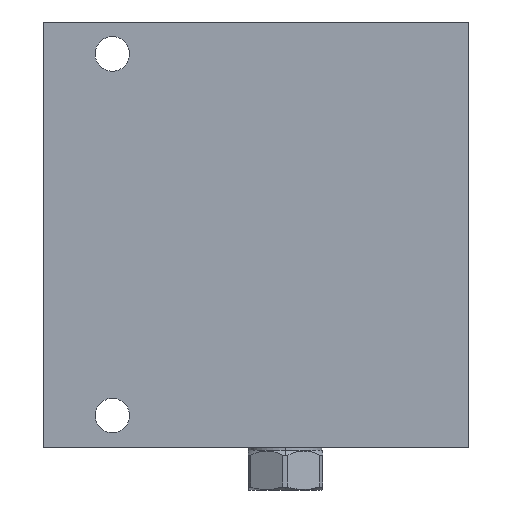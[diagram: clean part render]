
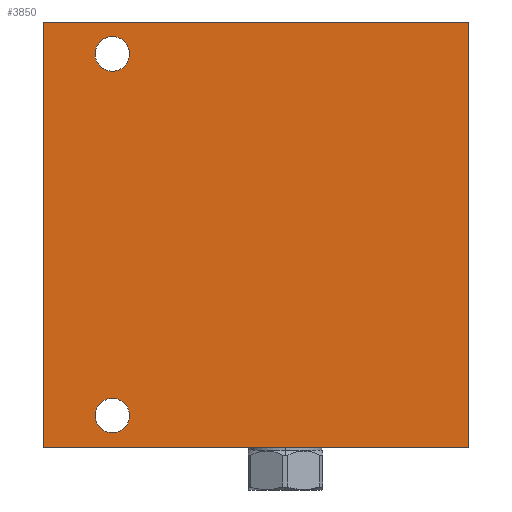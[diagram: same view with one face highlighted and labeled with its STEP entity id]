
A CAD part, left-side view. The second image highlights one B-rep face of the part: STEP entity #3850.
In plain terms, the highlighted planar face has unit normal (-1, 0, 0).
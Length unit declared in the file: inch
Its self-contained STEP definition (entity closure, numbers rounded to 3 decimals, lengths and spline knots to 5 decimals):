
#1=DIRECTION('',(0.,-1.,0.));
#2=VECTOR('',#1,5.);
#3=CARTESIAN_POINT('',(0.,0.,0.));
#4=LINE('',#3,#2);
#47=DIRECTION('',(0.,0.,1.));
#48=VECTOR('',#47,5.);
#49=CARTESIAN_POINT('',(0.,0.,0.));
#50=LINE('',#49,#48);
#51=CARTESIAN_POINT('',(0.,-0.812,4.625));
#52=DIRECTION('',(-1.,0.,0.));
#53=DIRECTION('',(0.,1.,0.));
#54=AXIS2_PLACEMENT_3D('',#51,#52,#53);
#56=CARTESIAN_POINT('',(0.,-0.812,4.625));
#57=DIRECTION('',(-1.,0.,0.));
#58=DIRECTION('',(0.,-1.,0.));
#59=AXIS2_PLACEMENT_3D('',#56,#57,#58);
#61=CARTESIAN_POINT('',(0.,-0.812,0.375));
#62=DIRECTION('',(-1.,0.,0.));
#63=DIRECTION('',(0.,1.,0.));
#64=AXIS2_PLACEMENT_3D('',#61,#62,#63);
#66=CARTESIAN_POINT('',(0.,-0.812,0.375));
#67=DIRECTION('',(-1.,0.,0.));
#68=DIRECTION('',(0.,-1.,0.));
#69=AXIS2_PLACEMENT_3D('',#66,#67,#68);
#1573=DIRECTION('',(0.,-1.,0.));
#1574=VECTOR('',#1573,5.);
#1575=CARTESIAN_POINT('',(0.,0.,5.));
#1576=LINE('',#1575,#1574);
#1599=DIRECTION('',(0.,0.,1.));
#1600=VECTOR('',#1599,5.);
#1601=CARTESIAN_POINT('',(0.,-5.,0.));
#1602=LINE('',#1601,#1600);
#3338=CARTESIAN_POINT('',(0.,0.,0.));
#3339=CARTESIAN_POINT('',(0.,-5.,0.));
#3340=VERTEX_POINT('',#3338);
#3341=VERTEX_POINT('',#3339);
#3346=CARTESIAN_POINT('',(0.,0.,5.));
#3347=CARTESIAN_POINT('',(0.,-5.,5.));
#3348=VERTEX_POINT('',#3346);
#3349=VERTEX_POINT('',#3347);
#3489=CARTESIAN_POINT('',(0.,-0.609,4.625));
#3490=CARTESIAN_POINT('',(0.,-1.015,4.625));
#3491=VERTEX_POINT('',#3489);
#3492=VERTEX_POINT('',#3490);
#3497=CARTESIAN_POINT('',(0.,-0.609,0.375));
#3498=CARTESIAN_POINT('',(0.,-1.015,0.375));
#3499=VERTEX_POINT('',#3497);
#3500=VERTEX_POINT('',#3498);
#3824=CARTESIAN_POINT('',(0.,0.,0.));
#3825=DIRECTION('',(-1.,0.,0.));
#3826=DIRECTION('',(0.,-1.,0.));
#3827=AXIS2_PLACEMENT_3D('',#3824,#3825,#3826);
#3828=PLANE('',#3827);
#3829=ORIENTED_EDGE('',*,*,#3795,.F.);
#3831=ORIENTED_EDGE('',*,*,#3830,.T.);
#3833=ORIENTED_EDGE('',*,*,#3832,.T.);
#3835=ORIENTED_EDGE('',*,*,#3834,.F.);
#3836=EDGE_LOOP('',(#3829,#3831,#3833,#3835));
#3837=FACE_OUTER_BOUND('',#3836,.F.);
#3839=ORIENTED_EDGE('',*,*,#3838,.T.);
#3841=ORIENTED_EDGE('',*,*,#3840,.T.);
#3842=EDGE_LOOP('',(#3839,#3841));
#3843=FACE_BOUND('',#3842,.F.);
#3845=ORIENTED_EDGE('',*,*,#3844,.T.);
#3847=ORIENTED_EDGE('',*,*,#3846,.T.);
#3848=EDGE_LOOP('',(#3845,#3847));
#3849=FACE_BOUND('',#3848,.F.);
#3850=ADVANCED_FACE('',(#3837,#3843,#3849),#3828,.T.);
#55=CIRCLE('',#54,0.203);
#60=CIRCLE('',#59,0.203);
#65=CIRCLE('',#64,0.203);
#70=CIRCLE('',#69,0.203);
#3795=EDGE_CURVE('',#3340,#3341,#4,.T.);
#3830=EDGE_CURVE('',#3340,#3348,#50,.T.);
#3832=EDGE_CURVE('',#3348,#3349,#1576,.T.);
#3834=EDGE_CURVE('',#3341,#3349,#1602,.T.);
#3838=EDGE_CURVE('',#3491,#3492,#55,.T.);
#3840=EDGE_CURVE('',#3492,#3491,#60,.T.);
#3844=EDGE_CURVE('',#3499,#3500,#65,.T.);
#3846=EDGE_CURVE('',#3500,#3499,#70,.T.);
